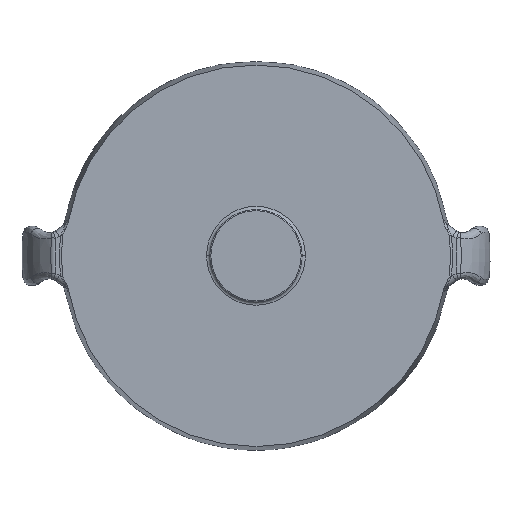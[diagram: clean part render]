
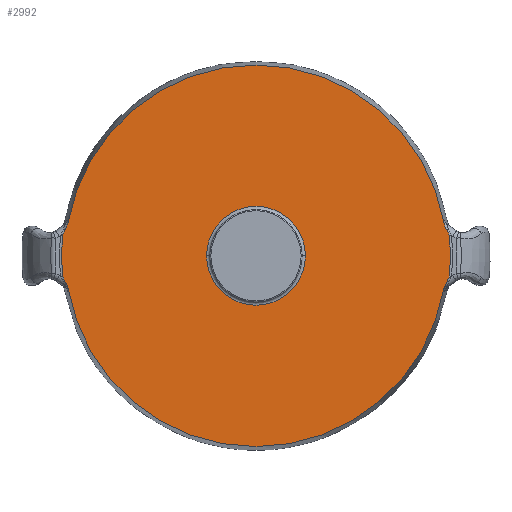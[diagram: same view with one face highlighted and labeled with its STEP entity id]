
A CAD part, left-side view. The second image highlights one B-rep face of the part: STEP entity #2992.
In plain terms, the highlighted planar face has unit normal (-1, 0, 0).
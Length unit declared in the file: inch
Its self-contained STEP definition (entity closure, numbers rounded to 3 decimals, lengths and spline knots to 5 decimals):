
#2=CARTESIAN_POINT('',(-0.5975,0.,0.));
#3=DIRECTION('',(1.,0.,0.));
#4=DIRECTION('',(0.,0.985,0.173));
#5=AXIS2_PLACEMENT_3D('',#2,#3,#4);
#104=CARTESIAN_POINT('',(-0.5975,0.,0.));
#105=DIRECTION('',(-1.,0.,0.));
#106=DIRECTION('',(0.,1.,0.));
#107=AXIS2_PLACEMENT_3D('',#104,#105,#106);
#109=CARTESIAN_POINT('',(-0.5975,0.,0.));
#110=DIRECTION('',(-1.,0.,0.));
#111=DIRECTION('',(0.,-1.,0.));
#112=AXIS2_PLACEMENT_3D('',#109,#110,#111);
#114=CARTESIAN_POINT('',(-0.5975,-1.78031,
0.31212));
#115=CARTESIAN_POINT('',(-0.5975,-1.78146,
0.30557));
#116=CARTESIAN_POINT('',(-0.5975,-1.78497,
0.29223));
#117=CARTESIAN_POINT('',(-0.5975,-1.79369,
0.27139));
#118=CARTESIAN_POINT('',(-0.5975,-1.80138,
0.25698));
#119=CARTESIAN_POINT('',(-0.5975,-1.80554,
0.24953));
#151=CARTESIAN_POINT('',(-0.5975,0.,0.));
#152=DIRECTION('',(1.,0.,0.));
#153=DIRECTION('',(0.,-0.985,-0.173));
#154=AXIS2_PLACEMENT_3D('',#151,#152,#153);
#231=CARTESIAN_POINT('',(-0.5975,-1.80554,
-0.24953));
#232=CARTESIAN_POINT('',(-0.5975,-1.8014,
-0.25695));
#233=CARTESIAN_POINT('',(-0.5975,-1.79372,
-0.27133));
#234=CARTESIAN_POINT('',(-0.5975,-1.78494,-0.2923));
#235=CARTESIAN_POINT('',(-0.5975,-1.78145,-0.3056));
#236=CARTESIAN_POINT('',(-0.5975,-1.78031,-0.31212));
#243=CARTESIAN_POINT('',(-0.5975,-1.83108,-0.19057));
#244=CARTESIAN_POINT('',(-0.5975,-1.83075,-0.19376));
#245=CARTESIAN_POINT('',(-0.5975,-1.82958,-0.2));
#246=CARTESIAN_POINT('',(-0.5975,-1.82657,-0.209));
#247=CARTESIAN_POINT('',(-0.5975,-1.8228,-0.21757));
#248=CARTESIAN_POINT('',(-0.5975,-1.81864,-0.22582));
#249=CARTESIAN_POINT('',(-0.5975,-1.81434,-0.23379));
#250=CARTESIAN_POINT('',(-0.5975,-1.80996,
-0.24166));
#251=CARTESIAN_POINT('',(-0.5975,-1.80701,
-0.24691));
#252=CARTESIAN_POINT('',(-0.5975,-1.80554,
-0.24953));
#259=CARTESIAN_POINT('',(-0.5975,0.,0.));
#260=DIRECTION('',(1.,0.,0.));
#261=DIRECTION('',(0.,-0.995,0.104));
#262=AXIS2_PLACEMENT_3D('',#259,#260,#261);
#269=CARTESIAN_POINT('',(-0.5975,-1.80554,
0.24953));
#270=CARTESIAN_POINT('',(-0.5975,-1.80702,
0.24688));
#271=CARTESIAN_POINT('',(-0.5975,-1.80999,
0.2416));
#272=CARTESIAN_POINT('',(-0.5975,-1.81441,
0.23367));
#273=CARTESIAN_POINT('',(-0.5975,-1.81874,
0.22565));
#274=CARTESIAN_POINT('',(-0.5975,-1.82288,0.21741));
#275=CARTESIAN_POINT('',(-0.5975,-1.82662,
0.20887));
#276=CARTESIAN_POINT('',(-0.5975,-1.82959,
0.19995));
#277=CARTESIAN_POINT('',(-0.5975,-1.83075,
0.19374));
#278=CARTESIAN_POINT('',(-0.5975,-1.83108,
0.19058));
#397=CARTESIAN_POINT('',(-0.5975,1.80554,
0.24953));
#398=CARTESIAN_POINT('',(-0.5975,1.80138,
0.25697));
#399=CARTESIAN_POINT('',(-0.5975,1.79369,
0.27138));
#400=CARTESIAN_POINT('',(-0.5975,1.78497,
0.29223));
#401=CARTESIAN_POINT('',(-0.5975,1.78146,
0.30557));
#402=CARTESIAN_POINT('',(-0.5975,1.78031,
0.31212));
#409=CARTESIAN_POINT('',(-0.5975,1.83108,
0.19058));
#410=CARTESIAN_POINT('',(-0.5975,1.83075,
0.19376));
#411=CARTESIAN_POINT('',(-0.5975,1.82958,
0.2));
#412=CARTESIAN_POINT('',(-0.5975,1.82657,
0.209));
#413=CARTESIAN_POINT('',(-0.5975,1.8228,
0.21757));
#414=CARTESIAN_POINT('',(-0.5975,1.81864,
0.22582));
#415=CARTESIAN_POINT('',(-0.5975,1.81434,
0.23379));
#416=CARTESIAN_POINT('',(-0.5975,1.80996,
0.24166));
#417=CARTESIAN_POINT('',(-0.5975,1.80701,
0.2469));
#418=CARTESIAN_POINT('',(-0.5975,1.80554,
0.24953));
#425=CARTESIAN_POINT('',(-0.5975,0.,0.));
#426=DIRECTION('',(1.,0.,0.));
#427=DIRECTION('',(0.,0.995,-0.104));
#428=AXIS2_PLACEMENT_3D('',#425,#426,#427);
#435=CARTESIAN_POINT('',(-0.5975,1.80554,
-0.24953));
#436=CARTESIAN_POINT('',(-0.5975,1.80702,
-0.24689));
#437=CARTESIAN_POINT('',(-0.5975,1.80999,
-0.2416));
#438=CARTESIAN_POINT('',(-0.5975,1.81441,
-0.23367));
#439=CARTESIAN_POINT('',(-0.5975,1.81874,-0.22565));
#440=CARTESIAN_POINT('',(-0.5975,1.82288,-0.21741));
#441=CARTESIAN_POINT('',(-0.5975,1.82662,-0.20887));
#442=CARTESIAN_POINT('',(-0.5975,1.82959,
-0.19995));
#443=CARTESIAN_POINT('',(-0.5975,1.83075,
-0.19375));
#444=CARTESIAN_POINT('',(-0.5975,1.83108,
-0.19058));
#451=CARTESIAN_POINT('',(-0.5975,1.78031,-0.31211));
#452=CARTESIAN_POINT('',(-0.5975,1.78147,-0.3055));
#453=CARTESIAN_POINT('',(-0.5975,1.78502,
-0.29208));
#454=CARTESIAN_POINT('',(-0.5975,1.79375,
-0.27127));
#455=CARTESIAN_POINT('',(-0.5975,1.80141,
-0.25693));
#456=CARTESIAN_POINT('',(-0.5975,1.80554,
-0.24953));
#2791=CARTESIAN_POINT('',(-0.5975,1.78031,0.31212));
#2792=CARTESIAN_POINT('',(-0.5975,-1.78031,0.31212));
#2793=VERTEX_POINT('',#2791);
#2794=VERTEX_POINT('',#2792);
#2795=CARTESIAN_POINT('',(-0.5975,-1.78031,-0.31212));
#2796=CARTESIAN_POINT('',(-0.5975,1.78031,-0.3121));
#2797=VERTEX_POINT('',#2795);
#2798=VERTEX_POINT('',#2796);
#2799=VERTEX_POINT('',#397);
#2800=VERTEX_POINT('',#409);
#2801=VERTEX_POINT('',#435);
#2802=VERTEX_POINT('',#444);
#2803=VERTEX_POINT('',#231);
#2804=VERTEX_POINT('',#243);
#2805=VERTEX_POINT('',#269);
#2806=VERTEX_POINT('',#278);
#2823=CARTESIAN_POINT('',(-0.5975,0.46875,0.));
#2824=CARTESIAN_POINT('',(-0.5975,-0.46875,0.));
#2825=VERTEX_POINT('',#2823);
#2826=VERTEX_POINT('',#2824);
#2956=CARTESIAN_POINT('',(-0.5975,0.,0.));
#2957=DIRECTION('',(1.,0.,0.));
#2958=DIRECTION('',(0.,-1.,0.));
#2959=AXIS2_PLACEMENT_3D('',#2956,#2957,#2958);
#2960=PLANE('',#2959);
#2961=ORIENTED_EDGE('',*,*,#2921,.T.);
#2963=ORIENTED_EDGE('',*,*,#2962,.T.);
#2965=ORIENTED_EDGE('',*,*,#2964,.T.);
#2967=ORIENTED_EDGE('',*,*,#2966,.T.);
#2969=ORIENTED_EDGE('',*,*,#2968,.T.);
#2971=ORIENTED_EDGE('',*,*,#2970,.T.);
#2973=ORIENTED_EDGE('',*,*,#2972,.T.);
#2975=ORIENTED_EDGE('',*,*,#2974,.T.);
#2977=ORIENTED_EDGE('',*,*,#2976,.T.);
#2979=ORIENTED_EDGE('',*,*,#2978,.T.);
#2981=ORIENTED_EDGE('',*,*,#2980,.T.);
#2983=ORIENTED_EDGE('',*,*,#2982,.T.);
#2984=EDGE_LOOP('',(#2961,#2963,#2965,#2967,#2969,#2971,#2973,#2975,#2977,#2979,
#2981,#2983));
#2985=FACE_OUTER_BOUND('',#2984,.F.);
#2987=ORIENTED_EDGE('',*,*,#2986,.T.);
#2989=ORIENTED_EDGE('',*,*,#2988,.T.);
#2990=EDGE_LOOP('',(#2987,#2989));
#2991=FACE_BOUND('',#2990,.F.);
#6=CIRCLE('',#5,1.80746);
#108=CIRCLE('',#107,0.46875);
#113=CIRCLE('',#112,0.46875);
#120=B_SPLINE_CURVE_WITH_KNOTS('',3,(#114,#115,#116,#117,#118,#119),
.UNSPECIFIED.,.F.,.F.,(4,1,1,4),(0.,0.33333,0.66667,1.),
.UNSPECIFIED.);
#155=CIRCLE('',#154,1.80746);
#237=B_SPLINE_CURVE_WITH_KNOTS('',3,(#231,#232,#233,#234,#235,#236),
.UNSPECIFIED.,.F.,.F.,(4,1,1,4),(0.,0.33333,0.66667,1.),
.UNSPECIFIED.);
#253=B_SPLINE_CURVE_WITH_KNOTS('',3,(#243,#244,#245,#246,#247,#248,#249,#250,
#251,#252),.UNSPECIFIED.,.F.,.F.,(4,1,1,1,1,1,1,4),(0.,0.14286,
0.28571,0.42857,0.57143,0.71429,
0.85714,1.),.UNSPECIFIED.);
#263=CIRCLE('',#262,1.84097);
#279=B_SPLINE_CURVE_WITH_KNOTS('',3,(#269,#270,#271,#272,#273,#274,#275,#276,
#277,#278),.UNSPECIFIED.,.F.,.F.,(4,1,1,1,1,1,1,4),(0.,0.14286,
0.28571,0.42857,0.57143,0.71429,
0.85714,1.),.UNSPECIFIED.);
#403=B_SPLINE_CURVE_WITH_KNOTS('',3,(#397,#398,#399,#400,#401,#402),
.UNSPECIFIED.,.F.,.F.,(4,1,1,4),(0.,0.33333,0.66667,1.),
.UNSPECIFIED.);
#419=B_SPLINE_CURVE_WITH_KNOTS('',3,(#409,#410,#411,#412,#413,#414,#415,#416,
#417,#418),.UNSPECIFIED.,.F.,.F.,(4,1,1,1,1,1,1,4),(0.,0.14286,
0.28571,0.42857,0.57143,0.71429,
0.85714,1.),.UNSPECIFIED.);
#429=CIRCLE('',#428,1.84097);
#445=B_SPLINE_CURVE_WITH_KNOTS('',3,(#435,#436,#437,#438,#439,#440,#441,#442,
#443,#444),.UNSPECIFIED.,.F.,.F.,(4,1,1,1,1,1,1,4),(0.,0.14286,
0.28571,0.42857,0.57143,0.71429,
0.85714,1.),.UNSPECIFIED.);
#457=B_SPLINE_CURVE_WITH_KNOTS('',3,(#451,#452,#453,#454,#455,#456),
.UNSPECIFIED.,.F.,.F.,(4,1,1,4),(0.,0.33333,0.66667,1.),
.UNSPECIFIED.);
#2921=EDGE_CURVE('',#2793,#2794,#6,.T.);
#2962=EDGE_CURVE('',#2794,#2805,#120,.T.);
#2964=EDGE_CURVE('',#2805,#2806,#279,.T.);
#2966=EDGE_CURVE('',#2806,#2804,#263,.T.);
#2968=EDGE_CURVE('',#2804,#2803,#253,.T.);
#2970=EDGE_CURVE('',#2803,#2797,#237,.T.);
#2972=EDGE_CURVE('',#2797,#2798,#155,.T.);
#2974=EDGE_CURVE('',#2798,#2801,#457,.T.);
#2976=EDGE_CURVE('',#2801,#2802,#445,.T.);
#2978=EDGE_CURVE('',#2802,#2800,#429,.T.);
#2980=EDGE_CURVE('',#2800,#2799,#419,.T.);
#2982=EDGE_CURVE('',#2799,#2793,#403,.T.);
#2986=EDGE_CURVE('',#2825,#2826,#108,.T.);
#2988=EDGE_CURVE('',#2826,#2825,#113,.T.);
#2992=ADVANCED_FACE('',(#2985,#2991),#2960,.F.);
